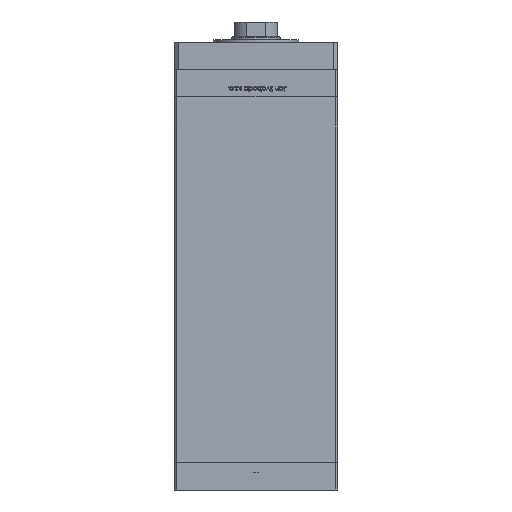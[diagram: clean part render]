
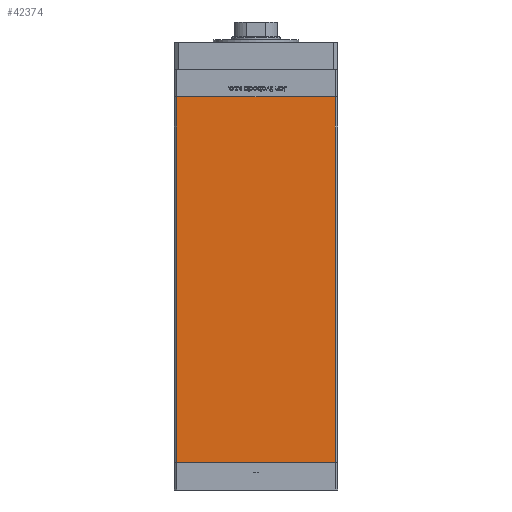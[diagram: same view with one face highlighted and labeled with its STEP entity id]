
A CAD part, front view. The second image highlights one B-rep face of the part: STEP entity #42374.
In plain terms, the highlighted planar face has unit normal (0, -1, 0).
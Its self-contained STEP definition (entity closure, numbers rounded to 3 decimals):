
#3570 = DIRECTION ( 'NONE',  ( 1., 0., 0. ) ) ;
#4742 = LINE ( 'NONE', #46462, #46457 ) ;
#7361 = EDGE_CURVE ( 'NONE', #38922, #43809, #40941, .T. ) ;
#7387 = DIRECTION ( 'NONE',  ( 0., 0., -1. ) ) ;
#7587 = CARTESIAN_POINT ( 'NONE',  ( 58., -51., 268.5 ) ) ;
#12774 = PLANE ( 'NONE',  #44147 ) ;
#12945 = EDGE_CURVE ( 'NONE', #38922, #43709, #4742, .T. ) ;
#15185 = EDGE_CURVE ( 'NONE', #43709, #53416, #40928, .T. ) ;
#15345 = EDGE_LOOP ( 'NONE', ( #18982, #29021, #33091, #33555 ) ) ;
#18982 = ORIENTED_EDGE ( 'NONE', *, *, #15185, .T. ) ;
#22063 = VECTOR ( 'NONE', #3570, 1000. ) ;
#23772 = CARTESIAN_POINT ( 'NONE',  ( -58., -51., 268.5 ) ) ;
#27405 = VECTOR ( 'NONE', #49095, 1000. ) ;
#28118 = LINE ( 'NONE', #44754, #29397 ) ;
#29021 = ORIENTED_EDGE ( 'NONE', *, *, #29945, .F. ) ;
#29296 = DIRECTION ( 'NONE',  ( 0., 0., -1. ) ) ;
#29397 = VECTOR ( 'NONE', #7387, 1000. ) ;
#29409 = CARTESIAN_POINT ( 'NONE',  ( -58., -51., 268.5 ) ) ;
#29945 = EDGE_CURVE ( 'NONE', #43809, #53416, #28118, .T. ) ;
#33091 = ORIENTED_EDGE ( 'NONE', *, *, #7361, .F. ) ;
#33555 = ORIENTED_EDGE ( 'NONE', *, *, #12945, .T. ) ;
#33755 = DIRECTION ( 'NONE',  ( 0., 1., 0. ) ) ;
#38922 = VERTEX_POINT ( 'NONE', #23772 ) ;
#40928 = LINE ( 'NONE', #45014, #27405 ) ;
#40941 = LINE ( 'NONE', #48574, #22063 ) ;
#42374 = ADVANCED_FACE ( 'NONE', ( #43027 ), #12774, .F. ) ;
#42517 = CARTESIAN_POINT ( 'NONE',  ( -58., -51., 0. ) ) ;
#43027 = FACE_OUTER_BOUND ( 'NONE', #15345, .T. ) ;
#43709 = VERTEX_POINT ( 'NONE', #42517 ) ;
#43809 = VERTEX_POINT ( 'NONE', #7587 ) ;
#44147 = AXIS2_PLACEMENT_3D ( 'NONE', #29409, #33755, #46037 ) ;
#44754 = CARTESIAN_POINT ( 'NONE',  ( 58., -51., 268.5 ) ) ;
#45014 = CARTESIAN_POINT ( 'NONE',  ( -58., -51., 0. ) ) ;
#45856 = CARTESIAN_POINT ( 'NONE',  ( 58., -51., 0. ) ) ;
#46037 = DIRECTION ( 'NONE',  ( 0., 0., 1. ) ) ;
#46457 = VECTOR ( 'NONE', #29296, 1000. ) ;
#46462 = CARTESIAN_POINT ( 'NONE',  ( -58., -51., 268.5 ) ) ;
#48574 = CARTESIAN_POINT ( 'NONE',  ( -58., -51., 268.5 ) ) ;
#49095 = DIRECTION ( 'NONE',  ( 1., 0., 0. ) ) ;
#53416 = VERTEX_POINT ( 'NONE', #45856 ) ;
